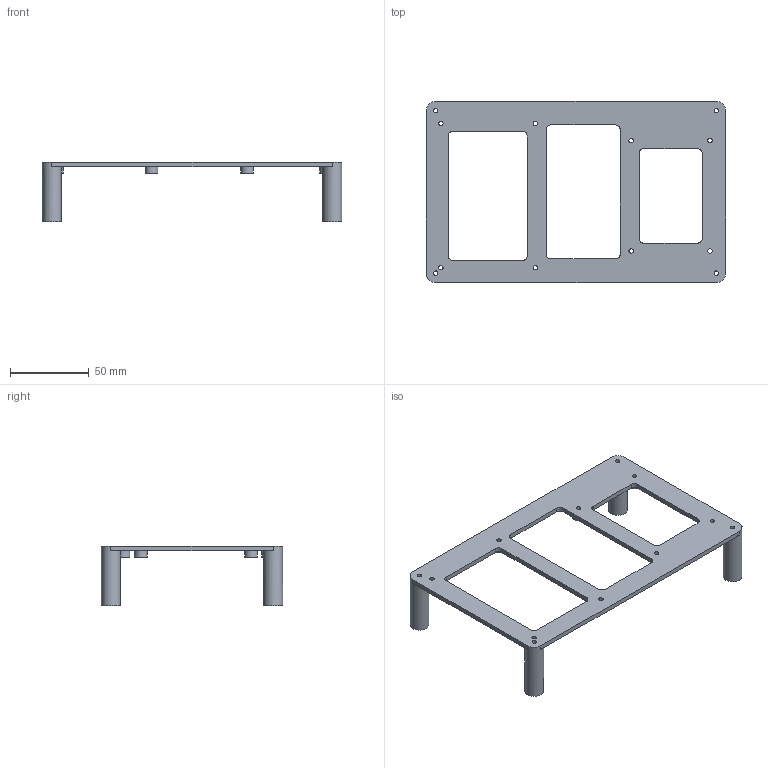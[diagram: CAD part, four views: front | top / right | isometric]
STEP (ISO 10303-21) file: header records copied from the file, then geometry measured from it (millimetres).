
FILE_DESCRIPTION(('Open CASCADE Model'),'2;1');
FILE_NAME('Open CASCADE Shape Model','2025-11-28T20:47:47',('Author'),( 'Open CASCADE'),'Open CASCADE STEP processor 7.8','build123d', 'Unknown');
FILE_SCHEMA(('AUTOMOTIVE_DESIGN { 1 0 10303 214 1 1 1 1 }'));
Length unit declared in the file: millimetre
Products named in the file (1): COMPOUND
Bounding box: 190 x 115 x 38 mm (x, y, z)
Volume: 49871.8 mm3; surface area: 34469.5 mm2
Topology: 1 solids, 1 shells, 66 faces, 175 edges, 116 vertices
Faces by surface type: cylinder 36, plane 30
Full cylindrical faces by diameter (mm): 2.8 x12, 8 x6, 12 x3
Entity records: 4453 total; most frequent: CARTESIAN_POINT 948, DIRECTION 648, ORIENTED_EDGE 350, PCURVE 350, DEFINITIONAL_REPRESENTATION 350, LINE 291, VECTOR 291, EDGE_CURVE 175
